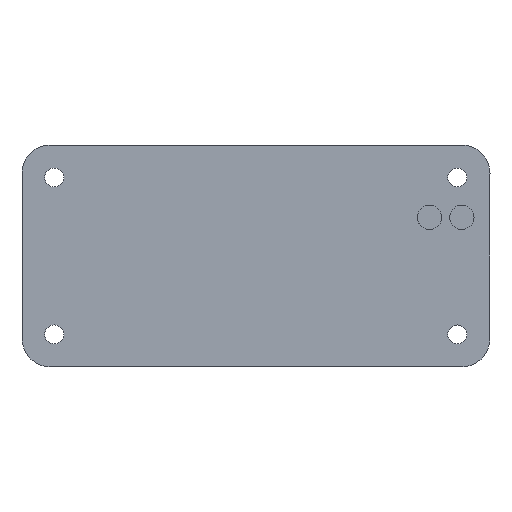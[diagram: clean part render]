
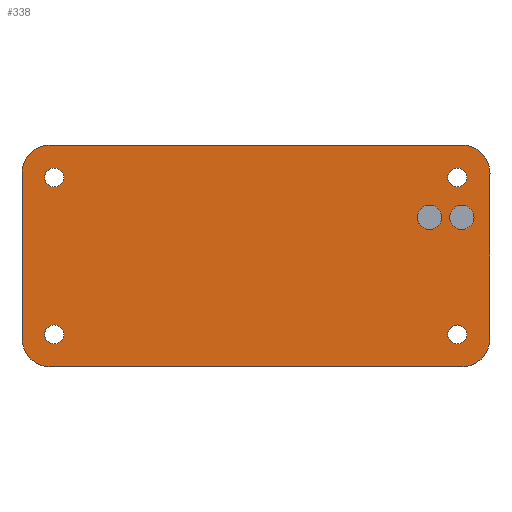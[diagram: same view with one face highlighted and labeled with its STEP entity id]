
A CAD part, front view. The second image highlights one B-rep face of the part: STEP entity #338.
In plain terms, the highlighted planar face has unit normal (0, -1, 0).
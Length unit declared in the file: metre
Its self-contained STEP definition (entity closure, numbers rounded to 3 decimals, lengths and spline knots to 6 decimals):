
#338=ADVANCED_FACE('43:4299',(#716,#717,#718,#719,#720,#721,#722),#723,.F.);
#716=FACE_OUTER_BOUND('',#1150,.T.);
#717=FACE_BOUND('',#1151,.T.);
#718=FACE_BOUND('',#1152,.T.);
#719=FACE_BOUND('',#1153,.T.);
#720=FACE_BOUND('',#1154,.T.);
#721=FACE_BOUND('',#1155,.T.);
#722=FACE_BOUND('',#1156,.T.);
#723=PLANE('',#1157);
#1150=EDGE_LOOP('',(#2257,#2258,#2259,#2260,#2261,#2262,#2263,#2264,#2265,#2266));
#1151=EDGE_LOOP('',(#2267,#2268));
#1152=EDGE_LOOP('',(#2269,#2270));
#1153=EDGE_LOOP('',(#2271,#2272));
#1154=EDGE_LOOP('',(#2273,#2274));
#1155=EDGE_LOOP('',(#2275,#2276));
#1156=EDGE_LOOP('',(#2277,#2278));
#1157=AXIS2_PLACEMENT_3D('',#2279,#2280,#2281);
#2257=ORIENTED_EDGE('',*,*,#3190,.F.);
#2258=ORIENTED_EDGE('',*,*,#3191,.F.);
#2259=ORIENTED_EDGE('',*,*,#3192,.F.);
#2260=ORIENTED_EDGE('',*,*,#3108,.F.);
#2261=ORIENTED_EDGE('',*,*,#3193,.F.);
#2262=ORIENTED_EDGE('',*,*,#3194,.F.);
#2263=ORIENTED_EDGE('',*,*,#3195,.F.);
#2264=ORIENTED_EDGE('',*,*,#3196,.F.);
#2265=ORIENTED_EDGE('',*,*,#3197,.F.);
#2266=ORIENTED_EDGE('',*,*,#3101,.F.);
#2267=ORIENTED_EDGE('',*,*,#3091,.T.);
#2268=ORIENTED_EDGE('',*,*,#3198,.T.);
#2269=ORIENTED_EDGE('',*,*,#3186,.T.);
#2270=ORIENTED_EDGE('',*,*,#3199,.T.);
#2271=ORIENTED_EDGE('',*,*,#3141,.T.);
#2272=ORIENTED_EDGE('',*,*,#3200,.T.);
#2273=ORIENTED_EDGE('',*,*,#3201,.T.);
#2274=ORIENTED_EDGE('',*,*,#3128,.T.);
#2275=ORIENTED_EDGE('',*,*,#3202,.T.);
#2276=ORIENTED_EDGE('',*,*,#3118,.T.);
#2277=ORIENTED_EDGE('',*,*,#3098,.F.);
#2278=ORIENTED_EDGE('',*,*,#3203,.F.);
#2279=CARTESIAN_POINT('',(0.059661,-0.0004,-0.003798));
#2280=DIRECTION('',(0.0,1.0,0.0));
#2281=DIRECTION('',(-1.0,0.0,0.0));
#3091=EDGE_CURVE('43:4644',#3651,#3648,#3652,.F.);
#3098=EDGE_CURVE('43:4659',#3662,#3658,#3664,.T.);
#3101=EDGE_CURVE('43:4620',#3666,#3669,#3670,.T.);
#3108=EDGE_CURVE('43:4626',#3680,#3676,#3682,.T.);
#3118=EDGE_CURVE('43:4656',#3694,#3698,#3700,.F.);
#3128=EDGE_CURVE('43:4653',#3712,#3716,#3718,.F.);
#3141=EDGE_CURVE('43:4650',#3741,#3738,#3742,.T.);
#3186=EDGE_CURVE('43:4647',#3821,#3818,#3822,.F.);
#3190=EDGE_CURVE('43:4620',#3827,#3666,#3828,.T.);
#3191=EDGE_CURVE('43:4623',#3829,#3827,#3830,.F.);
#3192=EDGE_CURVE('43:4626',#3676,#3829,#3831,.T.);
#3193=EDGE_CURVE('43:4629',#3832,#3680,#3833,.F.);
#3194=EDGE_CURVE('43:4632',#3834,#3832,#3835,.F.);
#3195=EDGE_CURVE('43:4635',#3836,#3834,#3837,.F.);
#3196=EDGE_CURVE('43:4638',#3838,#3836,#3839,.F.);
#3197=EDGE_CURVE('43:4641',#3669,#3838,#3840,.F.);
#3198=EDGE_CURVE('43:4644',#3648,#3651,#3841,.F.);
#3199=EDGE_CURVE('43:4647',#3818,#3821,#3842,.F.);
#3200=EDGE_CURVE('43:4650',#3738,#3741,#3843,.T.);
#3201=EDGE_CURVE('43:4653',#3716,#3712,#3844,.F.);
#3202=EDGE_CURVE('43:4656',#3698,#3694,#3845,.F.);
#3203=EDGE_CURVE('43:4659',#3658,#3662,#3846,.T.);
#3648=VERTEX_POINT('',#4435);
#3651=VERTEX_POINT('',#4439);
#3652=CIRCLE('',#4440,0.0018);
#3658=VERTEX_POINT('',#4447);
#3662=VERTEX_POINT('',#4452);
#3664=CIRCLE('',#4455,0.0014);
#3666=VERTEX_POINT('',#4457);
#3669=VERTEX_POINT('',#4461);
#3670=CIRCLE('',#4462,0.004201);
#3676=VERTEX_POINT('',#4469);
#3680=VERTEX_POINT('',#4474);
#3682=CIRCLE('',#4477,0.004165);
#3694=VERTEX_POINT('',#4491);
#3698=VERTEX_POINT('',#4496);
#3700=CIRCLE('',#4499,0.0014);
#3712=VERTEX_POINT('',#4513);
#3716=VERTEX_POINT('',#4518);
#3718=CIRCLE('',#4521,0.0014);
#3738=VERTEX_POINT('',#4545);
#3741=VERTEX_POINT('',#4549);
#3742=CIRCLE('',#4550,0.0014);
#3818=VERTEX_POINT('',#4643);
#3821=VERTEX_POINT('',#4647);
#3822=CIRCLE('',#4648,0.0018);
#3827=VERTEX_POINT('',#4654);
#3828=CIRCLE('',#4655,0.004201);
#3829=VERTEX_POINT('',#4656);
#3830=LINE('',#4657,#4658);
#3831=CIRCLE('',#4659,0.004165);
#3832=VERTEX_POINT('',#4660);
#3833=LINE('',#4661,#4662);
#3834=VERTEX_POINT('',#4663);
#3835=CIRCLE('',#4664,0.004201);
#3836=VERTEX_POINT('',#4665);
#3837=LINE('',#4666,#4667);
#3838=VERTEX_POINT('',#4668);
#3839=CIRCLE('',#4669,0.004201);
#3840=LINE('',#4670,#4671);
#3841=CIRCLE('',#4672,0.0018);
#3842=CIRCLE('',#4673,0.0018);
#3843=CIRCLE('',#4674,0.0014);
#3844=CIRCLE('',#4675,0.0014);
#3845=CIRCLE('',#4676,0.0014);
#3846=CIRCLE('',#4677,0.0014);
#4435=CARTESIAN_POINT('',(0.064135,-0.0004,-0.008));
#4439=CARTESIAN_POINT('',(0.060535,-0.0004,-0.008));
#4440=AXIS2_PLACEMENT_3D('',#5314,#5315,#5316);
#4447=CARTESIAN_POINT('',(0.06026,-0.0004,-0.0021));
#4452=CARTESIAN_POINT('',(0.06306,-0.0004,-0.0021));
#4455=AXIS2_PLACEMENT_3D('',#5326,#5327,#5328);
#4457=CARTESIAN_POINT('',(0.065271,-0.0004,0.00146));
#4461=CARTESIAN_POINT('',(0.066501,-0.0004,-0.001511));
#4462=AXIS2_PLACEMENT_3D('',#5330,#5331,#5332);
#4469=CARTESIAN_POINT('',(-0.001481,-0.0004,0.00147));
#4474=CARTESIAN_POINT('',(-0.002701,-0.0004,-0.001475));
#4477=AXIS2_PLACEMENT_3D('',#5342,#5343,#5344);
#4491=CARTESIAN_POINT('',(0.00346,-0.0004,-0.0253));
#4496=CARTESIAN_POINT('',(0.00066,-0.0004,-0.0253));
#4499=AXIS2_PLACEMENT_3D('',#5358,#5359,#5360);
#4513=CARTESIAN_POINT('',(0.00346,-0.0004,-0.0021));
#4518=CARTESIAN_POINT('',(0.00066,-0.0004,-0.0021));
#4521=AXIS2_PLACEMENT_3D('',#5374,#5375,#5376);
#4545=CARTESIAN_POINT('',(0.06026,-0.0004,-0.0253));
#4549=CARTESIAN_POINT('',(0.06306,-0.0004,-0.0253));
#4550=AXIS2_PLACEMENT_3D('',#5394,#5395,#5396);
#4643=CARTESIAN_POINT('',(0.05936,-0.0004,-0.008));
#4647=CARTESIAN_POINT('',(0.05576,-0.0004,-0.008));
#4648=AXIS2_PLACEMENT_3D('',#5466,#5467,#5468);
#4654=CARTESIAN_POINT('',(0.0623,-0.0004,0.00269));
#4655=AXIS2_PLACEMENT_3D('',#5473,#5474,#5475);
#4656=CARTESIAN_POINT('',(0.001464,-0.0004,0.00269));
#4657=CARTESIAN_POINT('',(0.045768,-0.0004,0.00269));
#4658=VECTOR('',#5476,1.);
#4659=AXIS2_PLACEMENT_3D('',#5477,#5478,#5479);
#4660=CARTESIAN_POINT('',(-0.002701,-0.0004,-0.0259));
#4661=CARTESIAN_POINT('',(-0.002701,-0.0004,-0.008746));
#4662=VECTOR('',#5480,1.0);
#4663=CARTESIAN_POINT('',(0.0015,-0.0004,-0.030101));
#4664=AXIS2_PLACEMENT_3D('',#5481,#5482,#5483);
#4665=CARTESIAN_POINT('',(0.0623,-0.0004,-0.030101));
#4666=CARTESIAN_POINT('',(0.04578,-0.0004,-0.030101));
#4667=VECTOR('',#5484,1.0);
#4668=CARTESIAN_POINT('',(0.066501,-0.0004,-0.0259));
#4669=AXIS2_PLACEMENT_3D('',#5485,#5486,#5487);
#4670=CARTESIAN_POINT('',(0.066501,-0.0004,-0.008749));
#4671=VECTOR('',#5488,1.0);
#4672=AXIS2_PLACEMENT_3D('',#5489,#5490,#5491);
#4673=AXIS2_PLACEMENT_3D('',#5492,#5493,#5494);
#4674=AXIS2_PLACEMENT_3D('',#5495,#5496,#5497);
#4675=AXIS2_PLACEMENT_3D('',#5498,#5499,#5500);
#4676=AXIS2_PLACEMENT_3D('',#5501,#5502,#5503);
#4677=AXIS2_PLACEMENT_3D('',#5504,#5505,#5506);
#5314=CARTESIAN_POINT('',(0.062335,-0.0004,-0.008));
#5315=DIRECTION('',(0.0,-1.0,0.0));
#5316=DIRECTION('',(1.0,0.0,0.0));
#5326=CARTESIAN_POINT('',(0.06166,-0.0004,-0.0021));
#5327=DIRECTION('',(-0.0,-1.0,0.0));
#5328=DIRECTION('',(-1.0,0.0,0.0));
#5330=CARTESIAN_POINT('',(0.0623,-0.0004,-0.001511));
#5331=DIRECTION('',(-0.0,1.0,0.0));
#5332=DIRECTION('',(0.707,0.0,0.707));
#5342=CARTESIAN_POINT('',(0.001464,-0.0004,-0.001475));
#5343=DIRECTION('',(0.0,1.0,0.0));
#5344=DIRECTION('',(-0.707,0.0,0.707));
#5358=CARTESIAN_POINT('',(0.00206,-0.0004,-0.0253));
#5359=DIRECTION('',(-0.0,-1.0,-0.0));
#5360=DIRECTION('',(-1.0,0.0,0.0));
#5374=CARTESIAN_POINT('',(0.00206,-0.0004,-0.0021));
#5375=DIRECTION('',(-0.0,-1.0,-0.0));
#5376=DIRECTION('',(-1.0,0.0,0.0));
#5394=CARTESIAN_POINT('',(0.06166,-0.0004,-0.0253));
#5395=DIRECTION('',(0.0,1.0,0.0));
#5396=DIRECTION('',(-1.0,0.0,0.0));
#5466=CARTESIAN_POINT('',(0.05756,-0.0004,-0.008));
#5467=DIRECTION('',(0.0,-1.0,0.0));
#5468=DIRECTION('',(1.0,0.0,0.0));
#5473=CARTESIAN_POINT('',(0.0623,-0.0004,-0.001511));
#5474=DIRECTION('',(-0.0,1.0,0.0));
#5475=DIRECTION('',(0.707,0.0,0.707));
#5476=DIRECTION('',(-1.0,0.0,0.));
#5477=CARTESIAN_POINT('',(0.001464,-0.0004,-0.001475));
#5478=DIRECTION('',(0.0,1.0,0.0));
#5479=DIRECTION('',(-0.707,0.0,0.707));
#5480=DIRECTION('',(0.,0.0,-1.0));
#5481=CARTESIAN_POINT('',(0.0015,-0.0004,-0.0259));
#5482=DIRECTION('',(0.0,-1.0,-0.0));
#5483=DIRECTION('',(0.,0.0,-1.0));
#5484=DIRECTION('',(1.0,0.0,0.));
#5485=CARTESIAN_POINT('',(0.0623,-0.0004,-0.0259));
#5486=DIRECTION('',(0.0,-1.0,0.0));
#5487=DIRECTION('',(1.0,0.0,0.0));
#5488=DIRECTION('',(0.,-0.0,1.0));
#5489=CARTESIAN_POINT('',(0.062335,-0.0004,-0.008));
#5490=DIRECTION('',(0.0,-1.0,0.0));
#5491=DIRECTION('',(1.0,0.0,0.0));
#5492=CARTESIAN_POINT('',(0.05756,-0.0004,-0.008));
#5493=DIRECTION('',(0.0,-1.0,0.0));
#5494=DIRECTION('',(1.0,0.0,0.0));
#5495=CARTESIAN_POINT('',(0.06166,-0.0004,-0.0253));
#5496=DIRECTION('',(0.0,1.0,0.0));
#5497=DIRECTION('',(-1.0,0.0,0.0));
#5498=CARTESIAN_POINT('',(0.00206,-0.0004,-0.0021));
#5499=DIRECTION('',(-0.0,-1.0,-0.0));
#5500=DIRECTION('',(-1.0,0.0,0.0));
#5501=CARTESIAN_POINT('',(0.00206,-0.0004,-0.0253));
#5502=DIRECTION('',(-0.0,-1.0,-0.0));
#5503=DIRECTION('',(-1.0,0.0,0.0));
#5504=CARTESIAN_POINT('',(0.06166,-0.0004,-0.0021));
#5505=DIRECTION('',(-0.0,-1.0,0.0));
#5506=DIRECTION('',(-1.0,0.0,0.0));
